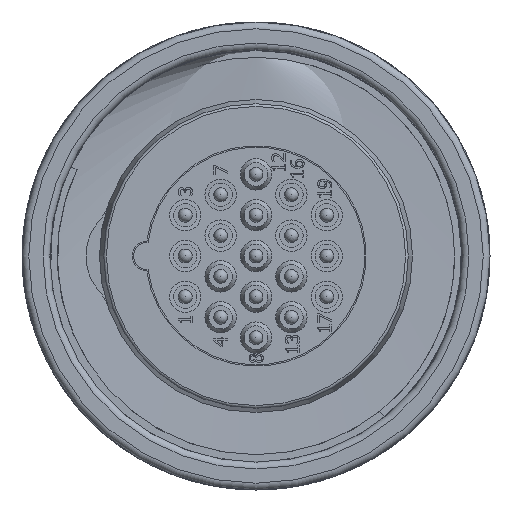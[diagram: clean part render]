
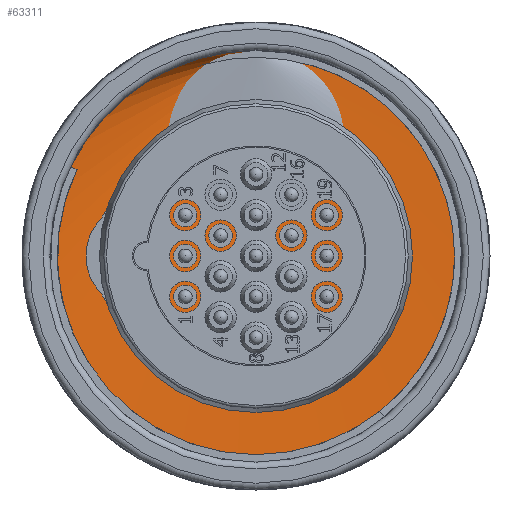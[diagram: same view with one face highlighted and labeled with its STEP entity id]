
A CAD part, left-side view. The second image highlights one B-rep face of the part: STEP entity #63311.
In plain terms, the highlighted cylindrical face has radius 15.1 mm (diameter 30.2 mm), a full revolution.
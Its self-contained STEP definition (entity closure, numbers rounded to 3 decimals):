
#3181=CIRCLE('',#66988,15.1);
#3790=FACE_OUTER_BOUND('',#7902,.T.);
#7902=EDGE_LOOP('',(#39352,#39353,#39354,#39355));
#12015=B_SPLINE_CURVE_WITH_KNOTS('',3,(#72946,#72947,#72948,#72949,#72950,
#72951,#72952,#72953,#72954,#72955,#72956,#72957,#72958,#72959),
 .UNSPECIFIED.,.F.,.F.,(4,1,1,1,1,1,1,1,1,1,1,4),(9.425,9.617,
10.114,10.611,11.108,11.605,12.102,
12.598,13.095,13.592,14.089,14.586),
 .UNSPECIFIED.);
#19846=LINE('',#72941,#21309);
#19847=LINE('',#72943,#21310);
#21309=VECTOR('',#68450,15.1);
#21310=VECTOR('',#68451,15.1);
#22776=VERTEX_POINT('',#72920);
#22777=VERTEX_POINT('',#72940);
#22778=VERTEX_POINT('',#72942);
#22779=VERTEX_POINT('',#72944);
#29445=EDGE_CURVE('',#22777,#22776,#19846,.T.);
#29446=EDGE_CURVE('',#22777,#22778,#19847,.T.);
#29447=EDGE_CURVE('',#22779,#22778,#3181,.T.);
#29448=EDGE_CURVE('',#22776,#22779,#12015,.T.);
#39352=ORIENTED_EDGE('',*,*,#29445,.F.);
#39353=ORIENTED_EDGE('',*,*,#29446,.T.);
#39354=ORIENTED_EDGE('',*,*,#29447,.F.);
#39355=ORIENTED_EDGE('',*,*,#29448,.F.);
#59159=CYLINDRICAL_SURFACE('',#66987,15.1);
#63311=ADVANCED_FACE('',(#3790),#59159,.F.);
#66987=AXIS2_PLACEMENT_3D('',#72939,#68448,#68449);
#66988=AXIS2_PLACEMENT_3D('',#72945,#68452,#68453);
#68448=DIRECTION('center_axis',(-1.,0.,0.));
#68449=DIRECTION('ref_axis',(0.,0.,-1.));
#68450=DIRECTION('',(1.,0.,0.));
#68451=DIRECTION('',(-1.,0.,0.));
#68452=DIRECTION('center_axis',(1.,0.,0.));
#68453=DIRECTION('ref_axis',(0.,0.,-1.));
#72920=CARTESIAN_POINT('',(14.,0.,15.1));
#72939=CARTESIAN_POINT('Origin',(19.8,0.,0.));
#72940=CARTESIAN_POINT('',(12.8,0.,15.1));
#72941=CARTESIAN_POINT('',(19.8,0.,15.1));
#72942=CARTESIAN_POINT('',(11.7,0.,15.1));
#72943=CARTESIAN_POINT('',(19.8,0.,15.1));
#72944=CARTESIAN_POINT('',(11.7,13.605,6.552));
#72945=CARTESIAN_POINT('Origin',(11.7,0.,0.));
#72946=CARTESIAN_POINT('Ctrl Pts',(14.,0.,15.099));
#72947=CARTESIAN_POINT('Ctrl Pts',(13.971,-0.969,
15.1));
#72948=CARTESIAN_POINT('Ctrl Pts',(13.869,-4.438,14.771));
#72949=CARTESIAN_POINT('Ctrl Pts',(13.693,-10.007,12.144));
#72950=CARTESIAN_POINT('Ctrl Pts',(13.471,-14.586,5.905));
#72951=CARTESIAN_POINT('Ctrl Pts',(13.25,-15.637,-1.762));
#72952=CARTESIAN_POINT('Ctrl Pts',(13.029,-12.906,-9.003));
#72953=CARTESIAN_POINT('Ctrl Pts',(12.807,-7.054,-14.066));
#72954=CARTESIAN_POINT('Ctrl Pts',(12.586,0.504,-15.728));
#72955=CARTESIAN_POINT('Ctrl Pts',(12.364,7.941,-13.585));
#72956=CARTESIAN_POINT('Ctrl Pts',(12.143,13.456,-8.158));
#72957=CARTESIAN_POINT('Ctrl Pts',(11.921,15.718,-0.756));
#72958=CARTESIAN_POINT('Ctrl Pts',(11.774,14.69,4.298));
#72959=CARTESIAN_POINT('Ctrl Pts',(11.7,13.605,6.552));
